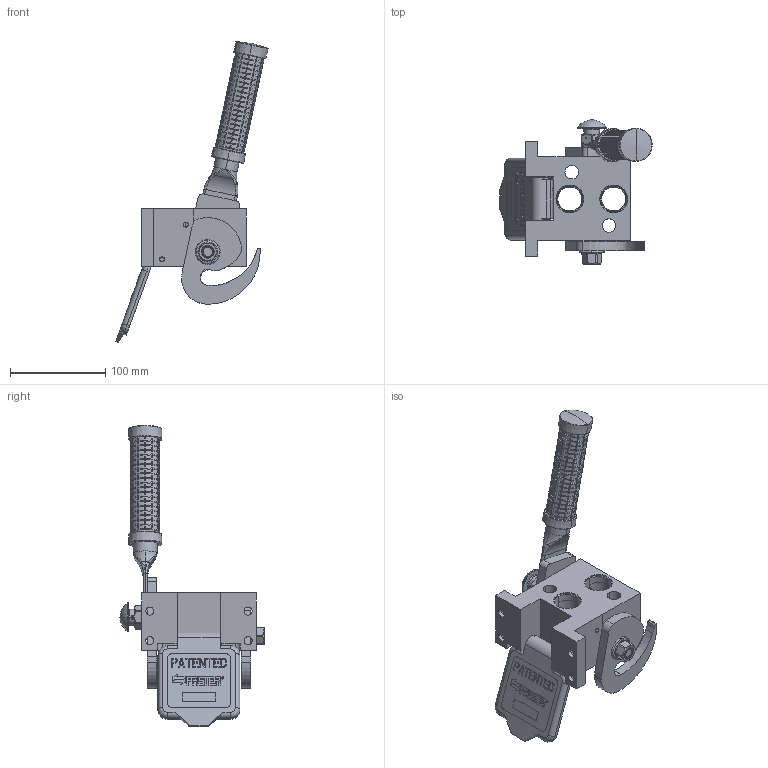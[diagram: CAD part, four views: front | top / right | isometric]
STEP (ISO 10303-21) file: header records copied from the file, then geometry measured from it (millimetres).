
FILE_DESCRIPTION (( 'STEP AP214' ), '1' );
FILE_NAME ('FASTER.step', '2025-11-24T15:40:22', ( '' ), ( '' ), 'SwSTEP 2.0', 'SolidWorks 2017', '' );
FILE_SCHEMA (( 'AUTOMOTIVE_DESIGN' ));
Length unit declared in the file: millimetre
Products named in the file (22): or2x18; et011; 4820_024_1001_020; 0048_042_0412_000; 4820_024_1002_011; 1540_080_0012_000; 4820_024_1001_021; FASTER; or1_5x7_m; 4820_001_0001_004; 4820_020_1000_021; sicura_p5; 4830_025_2000_000; P208_F_BASE; 4820_024_1003_000_ASM; 4820_001_0004_000; 4820_024_1001_010; 4830_025_0000_001; 4830_001_0005_300; 4820_024_1003_000; 4830_001_0005_301; 4850_024_0000_012
Assembly tree (22 placements, depth 4):
  FASTER
    P208_F_BASE
      4820_020_1000_021
      4830_001_0005_301
      4830_001_0005_300
      4820_001_0001_004
      4820_001_0004_000
    4820_024_1003_000
      4820_024_1003_000_ASM
        4820_024_1001_010
        4820_024_1001_021
        4820_024_1002_011
      sicura_p5
        4830_025_0000_001
        or1_5x7_m
        0048_042_0412_000
      4820_024_1001_020
      1540_080_0012_000
      4850_024_0000_012
      4830_025_2000_000
      or2x18  x2
    et011
Bounding box: 159.85 x 151.03 x 315.76 mm (x, y, z)
Volume: 173121.1 mm3; surface area: 202180.3 mm2
Topology: 22 solids, 32 shells, 3637 faces, 9819 edges, 6325 vertices
Faces by surface type: plane 1630, cylinder 1419, torus 366, cone 108, bspline 88, sphere 26
Entity records: 160926 total; most frequent: CARTESIAN_POINT 72315, ORIENTED_EDGE 19528, DIRECTION 16156, EDGE_CURVE 9778, VERTEX_POINT 6315, VECTOR 5830, LINE 5830, AXIS2_PLACEMENT_3D 5163
